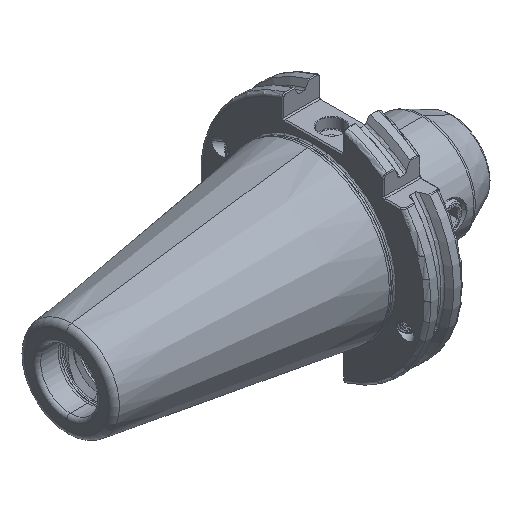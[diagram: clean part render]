
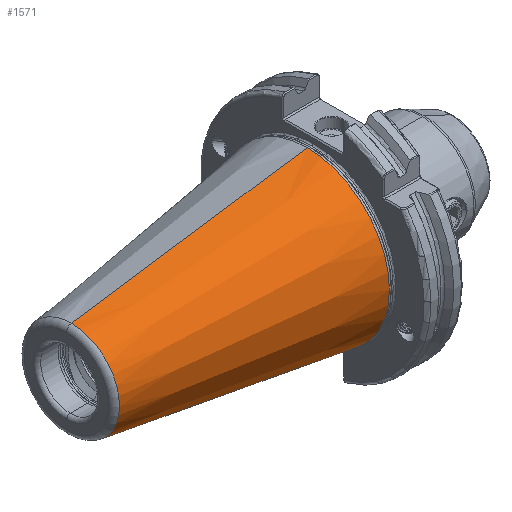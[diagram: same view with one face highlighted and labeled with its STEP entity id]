
A CAD part, isometric view. The second image highlights one B-rep face of the part: STEP entity #1571.
In plain terms, the highlighted conical face has half-angle 8.297 degrees and reference radius 35.392 mm.
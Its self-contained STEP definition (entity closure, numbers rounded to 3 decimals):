
#334 = CARTESIAN_POINT ( 'NONE',  ( 0., 0., 0. ) ) ;
#335 = DIRECTION ( 'NONE',  ( 1., 0., 0. ) ) ;
#336 = DIRECTION ( 'NONE',  ( 0., 0., -1. ) ) ;
#1095 = ORIENTED_EDGE ( 'NONE', *, *, #5274, .T. ) ;
#1098 = ORIENTED_EDGE ( 'NONE', *, *, #25031, .F. ) ;
#1102 = ORIENTED_EDGE ( 'NONE', *, *, #24977, .T. ) ;
#1110 = ORIENTED_EDGE ( 'NONE', *, *, #24945, .F. ) ;
#1113 = ORIENTED_EDGE ( 'NONE', *, *, #5359, .F. ) ;
#1571 = ADVANCED_FACE ( 'NONE', ( #4855 ), #4865, .T. ) ;
#4460 = CIRCLE ( 'NONE', #5743, 35.027 ) ;
#4855 = FACE_OUTER_BOUND ( 'NONE', #17015, .T. ) ;
#4865 = CONICAL_SURFACE ( 'NONE', #5648, 35.392, 0.145 ) ;
#4968 = CIRCLE ( 'NONE', #5760, 20.399 ) ;
#5274 = EDGE_CURVE ( 'NONE', #13648, #13622, #4968, .T. ) ;
#5359 = EDGE_CURVE ( 'NONE', #13652, #13642, #4460, .T. ) ;
#5648 = AXIS2_PLACEMENT_3D ( 'NONE', #334, #335, #336 ) ;
#5743 = AXIS2_PLACEMENT_3D ( 'NONE', #20443, #20444, #20424 ) ;
#5760 = AXIS2_PLACEMENT_3D ( 'NONE', #19286, #19303, #19305 ) ;
#5852 = AXIS2_PLACEMENT_3D ( 'NONE', #32794, #32759, #32782 ) ;
#13622 = VERTEX_POINT ( 'NONE', #17459 ) ;
#13642 = VERTEX_POINT ( 'NONE', #17540 ) ;
#13648 = VERTEX_POINT ( 'NONE', #17502 ) ;
#13652 = VERTEX_POINT ( 'NONE', #17511 ) ;
#13669 = VERTEX_POINT ( 'NONE', #17487 ) ;
#17015 = EDGE_LOOP ( 'NONE', ( #1098, #1095, #1102, #1113, #1110 ) ) ;
#17459 = CARTESIAN_POINT ( 'NONE',  ( -102.811, 0., -20.399 ) ) ;
#17487 = CARTESIAN_POINT ( 'NONE',  ( -2.5, 0., 35.027 ) ) ;
#17502 = CARTESIAN_POINT ( 'NONE',  ( -102.811, 0., 20.399 ) ) ;
#17511 = CARTESIAN_POINT ( 'NONE',  ( -2.5, -35.027, 0. ) ) ;
#17540 = CARTESIAN_POINT ( 'NONE',  ( -2.5, 0., -35.027 ) ) ;
#19286 = CARTESIAN_POINT ( 'NONE',  ( -102.811, 0., 0. ) ) ;
#19303 = DIRECTION ( 'NONE',  ( 1., 0., 0. ) ) ;
#19305 = DIRECTION ( 'NONE',  ( 0., 0., 1. ) ) ;
#20424 = DIRECTION ( 'NONE',  ( 0., 1., 0. ) ) ;
#20443 = CARTESIAN_POINT ( 'NONE',  ( -2.5, 0., 0. ) ) ;
#20444 = DIRECTION ( 'NONE',  ( 1., 0., 0. ) ) ;
#22910 = DIRECTION ( 'NONE',  ( 0.99, 0., 0.144 ) ) ;
#22922 = CARTESIAN_POINT ( 'NONE',  ( 0., 0., 35.392 ) ) ;
#24945 = EDGE_CURVE ( 'NONE', #13669, #13652, #29443, .T. ) ;
#24977 = EDGE_CURVE ( 'NONE', #13622, #13642, #29440, .T. ) ;
#25031 = EDGE_CURVE ( 'NONE', #13648, #13669, #29451, .T. ) ;
#29440 = LINE ( 'NONE', #32871, #29446 ) ;
#29443 = CIRCLE ( 'NONE', #5852, 35.027 ) ;
#29446 = VECTOR ( 'NONE', #32895, 1000. ) ;
#29451 = LINE ( 'NONE', #22922, #29464 ) ;
#29464 = VECTOR ( 'NONE', #22910, 1000. ) ;
#32759 = DIRECTION ( 'NONE',  ( 1., 0., 0. ) ) ;
#32782 = DIRECTION ( 'NONE',  ( 0., 1., 0. ) ) ;
#32794 = CARTESIAN_POINT ( 'NONE',  ( -2.5, 0., 0. ) ) ;
#32871 = CARTESIAN_POINT ( 'NONE',  ( 0., 0., -35.392 ) ) ;
#32895 = DIRECTION ( 'NONE',  ( 0.99, 0., -0.144 ) ) ;
